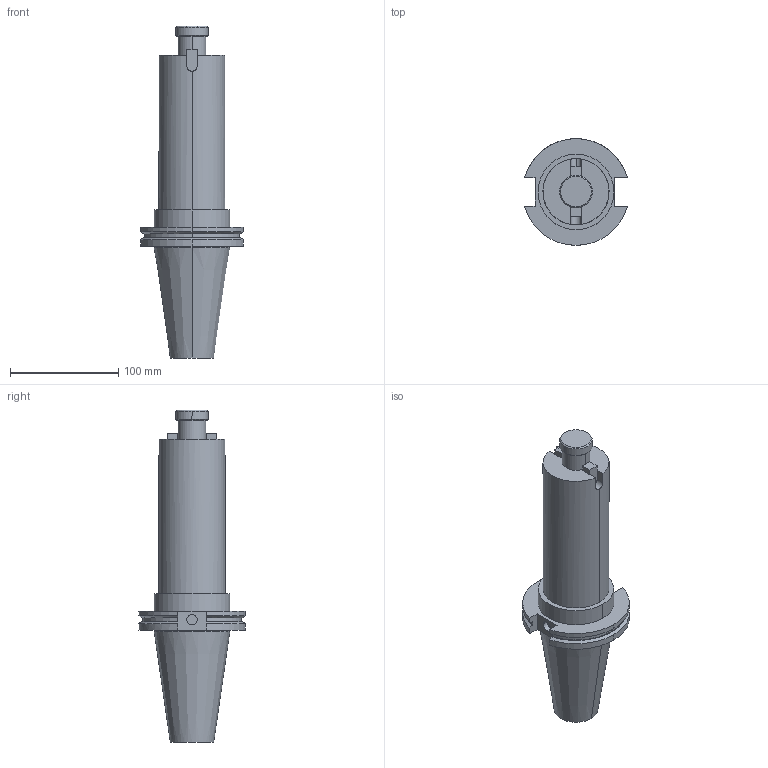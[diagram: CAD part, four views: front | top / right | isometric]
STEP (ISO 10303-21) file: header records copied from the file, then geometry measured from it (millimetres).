
FILE_DESCRIPTION (( 'STEP AP203' ), '1' );
FILE_NAME ('STP-5044-151-A64-700-AA(SATE-44.151.68.700).STEP', '2022-11-02T02:26:05', ( '' ), ( '' ), 'SwSTEP 2.0', 'SolidWorks 2017', '' );
FILE_SCHEMA (( 'CONFIG_CONTROL_DESIGN' ));
Length unit declared in the file: millimetre
Products named in the file (1): STP-5044-151-A64-700-AA(SATE-44.151.68.700)
Bounding box: 94.95 x 98.42 x 306.25 mm (x, y, z)
Volume: 829737 mm3; surface area: 79228 mm2
Topology: 4 solids, 4 shells, 87 faces, 203 edges, 129 vertices
Faces by surface type: plane 36, cylinder 33, cone 18
Entity records: 2612 total; most frequent: CARTESIAN_POINT 510, DIRECTION 443, ORIENTED_EDGE 402, EDGE_CURVE 201, AXIS2_PLACEMENT_3D 166, VERTEX_POINT 129, VECTOR 111, LINE 111
